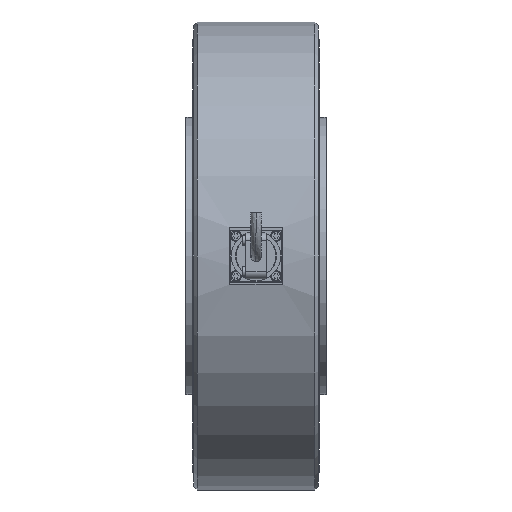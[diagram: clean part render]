
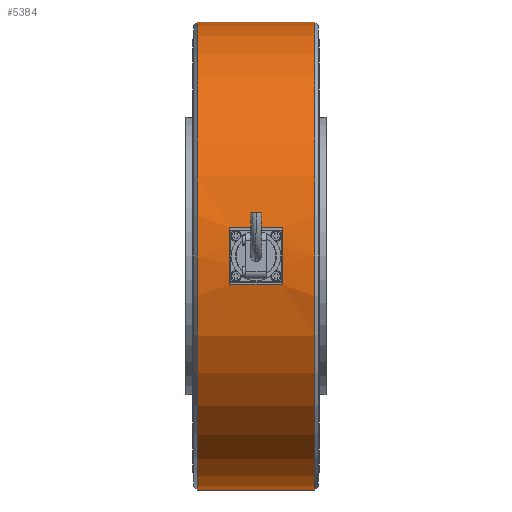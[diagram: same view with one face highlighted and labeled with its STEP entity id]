
A CAD part, left-side view. The second image highlights one B-rep face of the part: STEP entity #5384.
In plain terms, the highlighted cylindrical face has radius 135 mm (diameter 270 mm), a partial arc.
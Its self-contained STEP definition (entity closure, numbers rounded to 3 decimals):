
#162 = ORIENTED_EDGE ( 'NONE', *, *, #1954, .T. ) ;
#598 = VERTEX_POINT ( 'NONE', #6138 ) ;
#1465 = CARTESIAN_POINT ( 'NONE',  ( 0., 70., 0. ) ) ;
#1654 = VERTEX_POINT ( 'NONE', #14733 ) ;
#1954 = EDGE_CURVE ( 'NONE', #14037, #14426, #3391, .T. ) ;
#2140 = DIRECTION ( 'NONE',  ( 0., 1., 0. ) ) ;
#2578 = CARTESIAN_POINT ( 'NONE',  ( 0., 2., 135. ) ) ;
#2636 = VECTOR ( 'NONE', #3951, 1000. ) ;
#2909 = VERTEX_POINT ( 'NONE', #7935 ) ;
#3342 = EDGE_CURVE ( 'NONE', #2909, #11145, #15096, .T. ) ;
#3377 = CARTESIAN_POINT ( 'NONE',  ( -134., 51.1, -16.401 ) ) ;
#3391 = CIRCLE ( 'NONE', #9083, 135. ) ;
#3718 = CARTESIAN_POINT ( 'NONE',  ( 0., 72., 135. ) ) ;
#3951 = DIRECTION ( 'NONE',  ( 0., 1., 0. ) ) ;
#3975 = CARTESIAN_POINT ( 'NONE',  ( 0., 72., -135. ) ) ;
#4157 = CARTESIAN_POINT ( 'NONE',  ( -134., 51.1, 16.401 ) ) ;
#4685 = CARTESIAN_POINT ( 'NONE',  ( 0., 2., 0. ) ) ;
#4754 = AXIS2_PLACEMENT_3D ( 'NONE', #10408, #15004, #13822 ) ;
#4813 = AXIS2_PLACEMENT_3D ( 'NONE', #10202, #13929, #14957 ) ;
#4915 = LINE ( 'NONE', #6276, #2636 ) ;
#5125 = ORIENTED_EDGE ( 'NONE', *, *, #11739, .F. ) ;
#5384 = ADVANCED_FACE ( 'NONE', ( #15420, #8741 ), #11509, .T. ) ;
#6058 = VECTOR ( 'NONE', #8636, 1000. ) ;
#6138 = CARTESIAN_POINT ( 'NONE',  ( -134., 20.9, 16.401 ) ) ;
#6203 = LINE ( 'NONE', #10653, #12295 ) ;
#6248 = EDGE_CURVE ( 'NONE', #598, #14426, #6203, .T. ) ;
#6276 = CARTESIAN_POINT ( 'NONE',  ( -134., 20.9, -16.401 ) ) ;
#6371 = CARTESIAN_POINT ( 'NONE',  ( 0., 70., -135. ) ) ;
#6428 = LINE ( 'NONE', #3718, #6058 ) ;
#7120 = ORIENTED_EDGE ( 'NONE', *, *, #6248, .F. ) ;
#7506 = AXIS2_PLACEMENT_3D ( 'NONE', #4685, #11597, #8189 ) ;
#7557 = ORIENTED_EDGE ( 'NONE', *, *, #3342, .T. ) ;
#7935 = CARTESIAN_POINT ( 'NONE',  ( 0., 70., 135. ) ) ;
#8189 = DIRECTION ( 'NONE',  ( 0., 0., 1. ) ) ;
#8332 = VECTOR ( 'NONE', #14732, 1000. ) ;
#8636 = DIRECTION ( 'NONE',  ( 0., -1., 0. ) ) ;
#8731 = DIRECTION ( 'NONE',  ( 0., 0., 1. ) ) ;
#8741 = FACE_BOUND ( 'NONE', #8898, .T. ) ;
#8809 = EDGE_CURVE ( 'NONE', #13730, #11171, #14098, .T. ) ;
#8898 = EDGE_LOOP ( 'NONE', ( #12897, #11979, #162, #7120 ) ) ;
#9083 = AXIS2_PLACEMENT_3D ( 'NONE', #9302, #2140, #10487 ) ;
#9302 = CARTESIAN_POINT ( 'NONE',  ( 0., 51.1, 0. ) ) ;
#9804 = EDGE_LOOP ( 'NONE', ( #5125, #7557, #11572, #14634 ) ) ;
#10014 = CARTESIAN_POINT ( 'NONE',  ( 0., 2., -135. ) ) ;
#10126 = EDGE_CURVE ( 'NONE', #11145, #13730, #13320, .T. ) ;
#10202 = CARTESIAN_POINT ( 'NONE',  ( 0., 20.9, 0. ) ) ;
#10408 = CARTESIAN_POINT ( 'NONE',  ( 0., 72., 0. ) ) ;
#10487 = DIRECTION ( 'NONE',  ( 0., 0., 1. ) ) ;
#10653 = CARTESIAN_POINT ( 'NONE',  ( -134., 20.9, 16.401 ) ) ;
#11145 = VERTEX_POINT ( 'NONE', #6371 ) ;
#11171 = VERTEX_POINT ( 'NONE', #2578 ) ;
#11177 = AXIS2_PLACEMENT_3D ( 'NONE', #1465, #13243, #8731 ) ;
#11431 = EDGE_CURVE ( 'NONE', #1654, #598, #14236, .T. ) ;
#11509 = CYLINDRICAL_SURFACE ( 'NONE', #4754, 135. ) ;
#11572 = ORIENTED_EDGE ( 'NONE', *, *, #10126, .T. ) ;
#11597 = DIRECTION ( 'NONE',  ( 0., 1., 0. ) ) ;
#11739 = EDGE_CURVE ( 'NONE', #2909, #11171, #6428, .T. ) ;
#11883 = DIRECTION ( 'NONE',  ( 0., 1., 0. ) ) ;
#11979 = ORIENTED_EDGE ( 'NONE', *, *, #14405, .T. ) ;
#12295 = VECTOR ( 'NONE', #11883, 1000. ) ;
#12897 = ORIENTED_EDGE ( 'NONE', *, *, #11431, .F. ) ;
#13243 = DIRECTION ( 'NONE',  ( 0., -1., 0. ) ) ;
#13320 = LINE ( 'NONE', #3975, #8332 ) ;
#13730 = VERTEX_POINT ( 'NONE', #10014 ) ;
#13822 = DIRECTION ( 'NONE',  ( 0., 0., -1. ) ) ;
#13929 = DIRECTION ( 'NONE',  ( 0., 1., 0. ) ) ;
#14037 = VERTEX_POINT ( 'NONE', #3377 ) ;
#14098 = CIRCLE ( 'NONE', #7506, 135. ) ;
#14236 = CIRCLE ( 'NONE', #4813, 135. ) ;
#14405 = EDGE_CURVE ( 'NONE', #1654, #14037, #4915, .T. ) ;
#14426 = VERTEX_POINT ( 'NONE', #4157 ) ;
#14634 = ORIENTED_EDGE ( 'NONE', *, *, #8809, .T. ) ;
#14732 = DIRECTION ( 'NONE',  ( 0., -1., 0. ) ) ;
#14733 = CARTESIAN_POINT ( 'NONE',  ( -134., 20.9, -16.401 ) ) ;
#14957 = DIRECTION ( 'NONE',  ( 0., 0., 1. ) ) ;
#15004 = DIRECTION ( 'NONE',  ( 0., -1., 0. ) ) ;
#15096 = CIRCLE ( 'NONE', #11177, 135. ) ;
#15420 = FACE_OUTER_BOUND ( 'NONE', #9804, .T. ) ;
